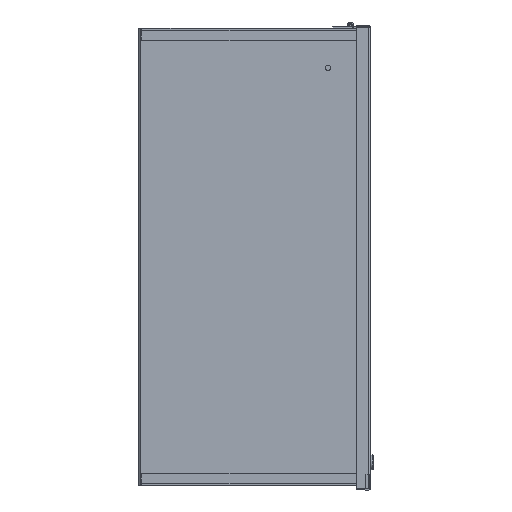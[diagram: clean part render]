
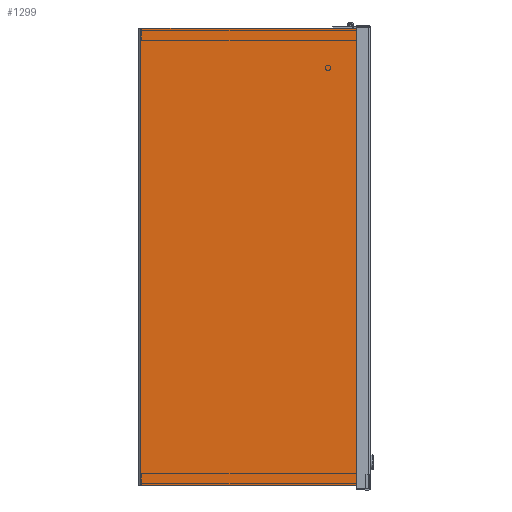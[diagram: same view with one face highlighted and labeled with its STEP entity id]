
A CAD part, front view. The second image highlights one B-rep face of the part: STEP entity #1299.
In plain terms, the highlighted face is planar.
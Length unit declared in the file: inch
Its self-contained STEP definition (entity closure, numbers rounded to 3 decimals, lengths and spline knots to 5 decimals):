
#20 = VERTEX_POINT ( 'NONE', #20728 ) ;
#376 = CARTESIAN_POINT ( 'NONE',  ( 12., -11.892, -12. ) ) ;
#523 = VECTOR ( 'NONE', #1690, 39.37008 ) ;
#1066 = CARTESIAN_POINT ( 'NONE',  ( -12., -0.108, -12. ) ) ;
#1299 = ADVANCED_FACE ( 'NONE', ( #6894 ), #20899, .T. ) ;
#1690 = DIRECTION ( 'NONE',  ( -1., 0., 0. ) ) ;
#2205 = LINE ( 'NONE', #5187, #15726 ) ;
#3006 = DIRECTION ( 'NONE',  ( 0., -1., 0. ) ) ;
#3782 = ORIENTED_EDGE ( 'NONE', *, *, #5176, .T. ) ;
#5011 = LINE ( 'NONE', #14584, #14857 ) ;
#5045 = VERTEX_POINT ( 'NONE', #13933 ) ;
#5176 = EDGE_CURVE ( 'NONE', #5045, #22350, #2205, .T. ) ;
#5187 = CARTESIAN_POINT ( 'NONE',  ( -12., -0.072, -12. ) ) ;
#5274 = DIRECTION ( 'NONE',  ( 0., 1., 0. ) ) ;
#6685 = AXIS2_PLACEMENT_3D ( 'NONE', #13207, #24795, #17032 ) ;
#6894 = FACE_OUTER_BOUND ( 'NONE', #7843, .T. ) ;
#7843 = EDGE_LOOP ( 'NONE', ( #3782, #14128, #23615, #18628 ) ) ;
#13207 = CARTESIAN_POINT ( 'NONE',  ( -12., -0.0625, -12. ) ) ;
#13933 = CARTESIAN_POINT ( 'NONE',  ( -12., -11.892, -12. ) ) ;
#14128 = ORIENTED_EDGE ( 'NONE', *, *, #18505, .F. ) ;
#14584 = CARTESIAN_POINT ( 'NONE',  ( -12., -11.892, -12. ) ) ;
#14767 = CARTESIAN_POINT ( 'NONE',  ( 12., -0.072, -12. ) ) ;
#14857 = VECTOR ( 'NONE', #18743, 39.37008 ) ;
#15726 = VECTOR ( 'NONE', #5274, 39.37008 ) ;
#16019 = LINE ( 'NONE', #14767, #18154 ) ;
#16564 = VERTEX_POINT ( 'NONE', #376 ) ;
#16781 = EDGE_CURVE ( 'NONE', #16564, #5045, #5011, .T. ) ;
#17032 = DIRECTION ( 'NONE',  ( 0., 1., 0. ) ) ;
#18154 = VECTOR ( 'NONE', #3006, 39.37008 ) ;
#18505 = EDGE_CURVE ( 'NONE', #20, #22350, #18874, .T. ) ;
#18628 = ORIENTED_EDGE ( 'NONE', *, *, #16781, .T. ) ;
#18743 = DIRECTION ( 'NONE',  ( -1., 0., 0. ) ) ;
#18874 = LINE ( 'NONE', #19164, #523 ) ;
#19164 = CARTESIAN_POINT ( 'NONE',  ( 12., -0.108, -12. ) ) ;
#20728 = CARTESIAN_POINT ( 'NONE',  ( 12., -0.108, -12. ) ) ;
#20899 = PLANE ( 'NONE',  #6685 ) ;
#22263 = EDGE_CURVE ( 'NONE', #20, #16564, #16019, .T. ) ;
#22350 = VERTEX_POINT ( 'NONE', #1066 ) ;
#23615 = ORIENTED_EDGE ( 'NONE', *, *, #22263, .T. ) ;
#24795 = DIRECTION ( 'NONE',  ( 0., 0., -1. ) ) ;
